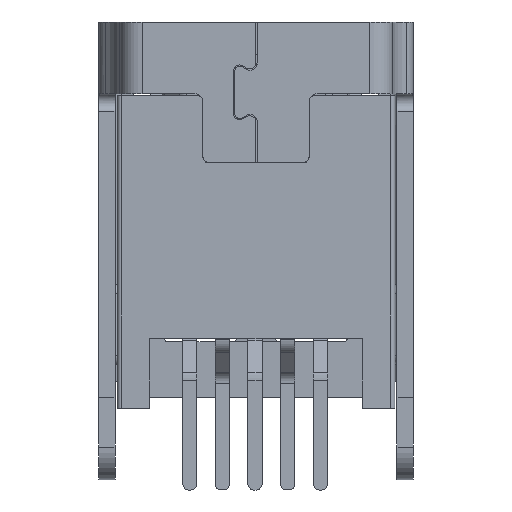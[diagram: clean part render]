
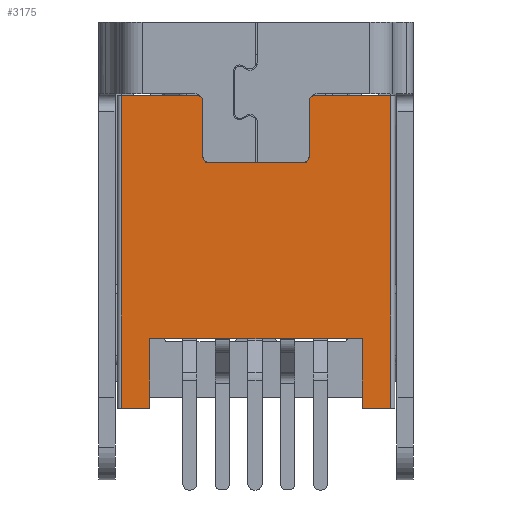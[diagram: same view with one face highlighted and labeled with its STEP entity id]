
A CAD part, front view. The second image highlights one B-rep face of the part: STEP entity #3175.
In plain terms, the highlighted planar face has unit normal (0, -1, 0).
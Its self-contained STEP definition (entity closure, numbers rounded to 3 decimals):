
#57=DIRECTION('',(-1.,0.,0.));
#58=VECTOR('',#57,5.2);
#59=CARTESIAN_POINT('',(6.45,0.,-7.65));
#60=LINE('',#59,#58);
#157=DIRECTION('',(0.,0.,1.));
#158=VECTOR('',#157,1.7);
#159=CARTESIAN_POINT('',(6.45,0.,-9.35));
#160=LINE('',#159,#158);
#347=DIRECTION('',(1.,0.,0.));
#348=VECTOR('',#347,1.85);
#349=CARTESIAN_POINT('',(5.3,0.,-1.7));
#350=LINE('',#349,#348);
#395=CARTESIAN_POINT('',(2.4,0.,-1.85));
#396=DIRECTION('',(0.,-1.,0.));
#397=DIRECTION('',(1.,0.,0.));
#398=AXIS2_PLACEMENT_3D('',#395,#396,#397);
#400=CARTESIAN_POINT('',(2.7,0.,-3.2));
#401=DIRECTION('',(0.,1.,0.));
#402=DIRECTION('',(0.,0.,-1.));
#403=AXIS2_PLACEMENT_3D('',#400,#401,#402);
#405=CARTESIAN_POINT('',(5.,0.,-3.2));
#406=DIRECTION('',(0.,1.,0.));
#407=DIRECTION('',(1.,0.,0.));
#408=AXIS2_PLACEMENT_3D('',#405,#406,#407);
#410=CARTESIAN_POINT('',(5.3,0.,-1.85));
#411=DIRECTION('',(0.,-1.,0.));
#412=DIRECTION('',(0.,0.,1.));
#413=AXIS2_PLACEMENT_3D('',#410,#411,#412);
#419=DIRECTION('',(0.,0.,-1.));
#420=VECTOR('',#419,1.35);
#421=CARTESIAN_POINT('',(2.55,0.,-1.85));
#422=LINE('',#421,#420);
#431=DIRECTION('',(1.,0.,0.));
#432=VECTOR('',#431,2.3);
#433=CARTESIAN_POINT('',(2.7,0.,-3.35));
#434=LINE('',#433,#432);
#447=DIRECTION('',(0.,0.,1.));
#448=VECTOR('',#447,1.35);
#449=CARTESIAN_POINT('',(5.15,0.,-3.2));
#450=LINE('',#449,#448);
#455=DIRECTION('',(0.,0.,-1.));
#456=VECTOR('',#455,7.65);
#457=CARTESIAN_POINT('',(7.15,0.,-1.7));
#458=LINE('',#457,#456);
#459=DIRECTION('',(-1.,0.,0.));
#460=VECTOR('',#459,0.7);
#461=CARTESIAN_POINT('',(7.15,0.,-9.35));
#462=LINE('',#461,#460);
#496=DIRECTION('',(0.,0.,-1.));
#497=VECTOR('',#496,1.7);
#498=CARTESIAN_POINT('',(1.25,0.,-7.65));
#499=LINE('',#498,#497);
#588=DIRECTION('',(1.,0.,0.));
#589=VECTOR('',#588,1.85);
#590=CARTESIAN_POINT('',(0.55,0.,-1.7));
#591=LINE('',#590,#589);
#597=DIRECTION('',(0.,0.,1.));
#598=VECTOR('',#597,7.65);
#599=CARTESIAN_POINT('',(0.55,0.,-9.35));
#600=LINE('',#599,#598);
#614=DIRECTION('',(-1.,0.,0.));
#615=VECTOR('',#614,0.7);
#616=CARTESIAN_POINT('',(1.25,0.,-9.35));
#617=LINE('',#616,#615);
#1875=CARTESIAN_POINT('',(5.15,0.,-3.2));
#1877=VERTEX_POINT('',#1875);
#1883=CARTESIAN_POINT('',(2.7,0.,-3.35));
#1884=CARTESIAN_POINT('',(2.55,0.,-3.2));
#1885=VERTEX_POINT('',#1883);
#1886=VERTEX_POINT('',#1884);
#1887=CARTESIAN_POINT('',(5.,0.,-3.35));
#1888=VERTEX_POINT('',#1887);
#1956=CARTESIAN_POINT('',(0.55,0.,-1.7));
#1958=VERTEX_POINT('',#1956);
#1959=CARTESIAN_POINT('',(7.15,0.,-1.7));
#1961=VERTEX_POINT('',#1959);
#1983=CARTESIAN_POINT('',(2.55,0.,-1.85));
#1984=CARTESIAN_POINT('',(2.4,0.,-1.7));
#1985=VERTEX_POINT('',#1983);
#1986=VERTEX_POINT('',#1984);
#1995=CARTESIAN_POINT('',(5.3,0.,-1.7));
#1996=VERTEX_POINT('',#1995);
#1997=CARTESIAN_POINT('',(5.15,0.,-1.85));
#1998=VERTEX_POINT('',#1997);
#1999=CARTESIAN_POINT('',(6.45,0.,-7.65));
#2000=CARTESIAN_POINT('',(1.25,0.,-7.65));
#2001=VERTEX_POINT('',#1999);
#2002=VERTEX_POINT('',#2000);
#2023=CARTESIAN_POINT('',(1.25,0.,-9.35));
#2025=VERTEX_POINT('',#2023);
#2029=CARTESIAN_POINT('',(0.55,0.,-9.35));
#2031=VERTEX_POINT('',#2029);
#2048=CARTESIAN_POINT('',(6.45,0.,-9.35));
#2050=VERTEX_POINT('',#2048);
#2059=CARTESIAN_POINT('',(7.15,0.,-9.35));
#2060=VERTEX_POINT('',#2059);
#3141=CARTESIAN_POINT('',(0.418,0.,-9.455));
#3142=DIRECTION('',(0.,-1.,0.));
#3143=DIRECTION('',(1.,0.,0.));
#3144=AXIS2_PLACEMENT_3D('',#3141,#3142,#3143);
#3145=PLANE('',#3144);
#3146=ORIENTED_EDGE('',*,*,#3124,.F.);
#3148=ORIENTED_EDGE('',*,*,#3147,.T.);
#3150=ORIENTED_EDGE('',*,*,#3149,.F.);
#3152=ORIENTED_EDGE('',*,*,#3151,.T.);
#3154=ORIENTED_EDGE('',*,*,#3153,.F.);
#3156=ORIENTED_EDGE('',*,*,#3155,.T.);
#3157=ORIENTED_EDGE('',*,*,#3069,.F.);
#3158=ORIENTED_EDGE('',*,*,#3049,.T.);
#3160=ORIENTED_EDGE('',*,*,#3159,.T.);
#3162=ORIENTED_EDGE('',*,*,#3161,.T.);
#3163=ORIENTED_EDGE('',*,*,#2704,.T.);
#3164=ORIENTED_EDGE('',*,*,#2547,.T.);
#3166=ORIENTED_EDGE('',*,*,#3165,.T.);
#3168=ORIENTED_EDGE('',*,*,#3167,.T.);
#3170=ORIENTED_EDGE('',*,*,#3169,.T.);
#3172=ORIENTED_EDGE('',*,*,#3171,.T.);
#3173=EDGE_LOOP('',(#3146,#3148,#3150,#3152,#3154,#3156,#3157,#3158,#3160,#3162,
#3163,#3164,#3166,#3168,#3170,#3172));
#3174=FACE_OUTER_BOUND('',#3173,.F.);
#399=CIRCLE('',#398,0.15);
#404=CIRCLE('',#403,0.15);
#409=CIRCLE('',#408,0.15);
#414=CIRCLE('',#413,0.15);
#2547=EDGE_CURVE('',#2001,#2002,#60,.T.);
#2704=EDGE_CURVE('',#2050,#2001,#160,.T.);
#3049=EDGE_CURVE('',#1996,#1961,#350,.T.);
#3069=EDGE_CURVE('',#1996,#1998,#414,.T.);
#3124=EDGE_CURVE('',#1985,#1986,#399,.T.);
#3147=EDGE_CURVE('',#1985,#1886,#422,.T.);
#3149=EDGE_CURVE('',#1885,#1886,#404,.T.);
#3151=EDGE_CURVE('',#1885,#1888,#434,.T.);
#3153=EDGE_CURVE('',#1877,#1888,#409,.T.);
#3155=EDGE_CURVE('',#1877,#1998,#450,.T.);
#3159=EDGE_CURVE('',#1961,#2060,#458,.T.);
#3161=EDGE_CURVE('',#2060,#2050,#462,.T.);
#3165=EDGE_CURVE('',#2002,#2025,#499,.T.);
#3167=EDGE_CURVE('',#2025,#2031,#617,.T.);
#3169=EDGE_CURVE('',#2031,#1958,#600,.T.);
#3171=EDGE_CURVE('',#1958,#1986,#591,.T.);
#3175=ADVANCED_FACE('',(#3174),#3145,.T.);
